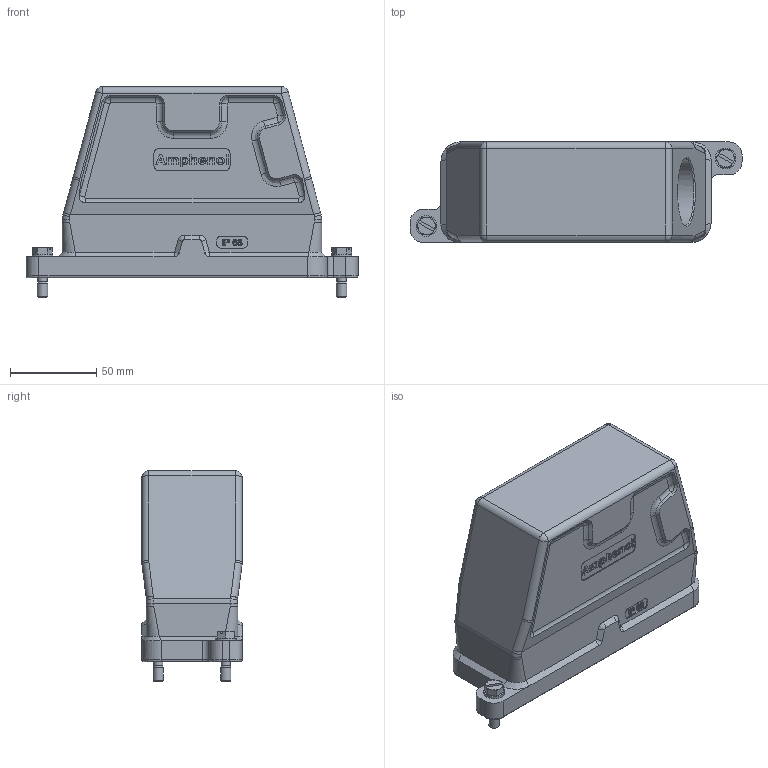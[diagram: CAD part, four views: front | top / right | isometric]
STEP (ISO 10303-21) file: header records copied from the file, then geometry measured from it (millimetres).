
FILE_DESCRIPTION(/* description */ (''),/* implementation_level */ '2;1');
FILE_NAME(/* name */ 'c146 68r024 501 8nxc001-03.stp',/* time_stamp */ '2020-11-06T12:25:40+01:00',/* author */ (''),/* organization */ (''),/* preprocessor_version */ 'ST-DEVELOPER v16.7',/* originating_system */ 'SIEMENS PLM Software NX 12.0',/* authorisation */ '');
FILE_SCHEMA (('AUTOMOTIVE_DESIGN { 1 0 10303 214 3 1 1 1 }'));
Length unit declared in the file: millimetre
Products named in the file (1): c146 68r024 501 8nxc001-03
Bounding box: 192 x 58 x 121.9 mm (x, y, z)
Volume: 257217.4 mm3; surface area: 96142.2 mm2
Topology: 1 solids, 1 shells, 862 faces, 2276 edges, 1459 vertices
Faces by surface type: plane 324, bspline 208, cylinder 131, extrusion 128, cone 45, torus 16, sphere 10
Full cylindrical faces by diameter (mm): 2.5 x4, 3.5 x4, 5.3 x2, 6 x2, 12 x2, 38.539 x1
Entity records: 35447 total; most frequent: CARTESIAN_POINT 10611, ORIENTED_EDGE 4434, DIRECTION 3265, EDGE_CURVE 2217, VERTEX_POINT 1446, VECTOR 1239, LINE 1111, AXIS2_PLACEMENT_3D 1013
